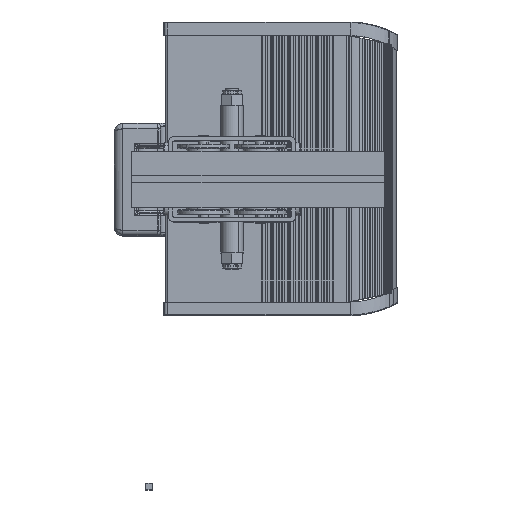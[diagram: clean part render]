
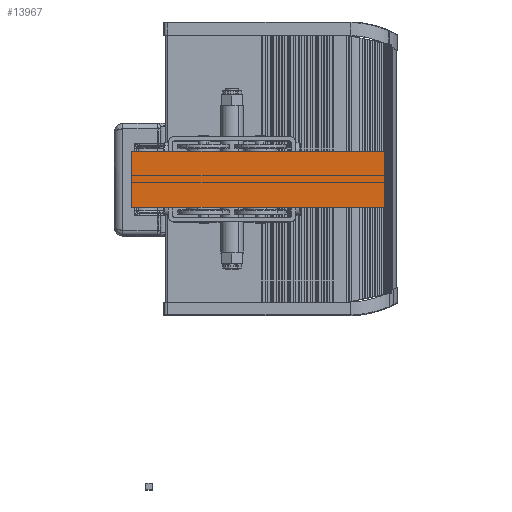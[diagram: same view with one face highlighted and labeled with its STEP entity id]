
A CAD part, top view. The second image highlights one B-rep face of the part: STEP entity #13967.
In plain terms, the highlighted planar face has unit normal (0, 0, 1).
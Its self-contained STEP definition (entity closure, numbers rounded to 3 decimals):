
#8173=EDGE_CURVE('',#20975,#20976,#20977,.T.);
#13967=ADVANCED_FACE('',(#29384),#29385,.T.);
#20975=VERTEX_POINT('',#39408);
#20976=VERTEX_POINT('',#39409);
#20977=LINE('',#39410,#39411);
#29384=FACE_OUTER_BOUND('',#58732,.T.);
#29385=PLANE('',#58733);
#39408=CARTESIAN_POINT('',(-224.5,-50.0,133.33));
#39409=CARTESIAN_POINT('',(-224.5,50.,133.33));
#39410=CARTESIAN_POINT('',(-224.5,-50.0,133.33));
#39411=VECTOR('',#75062,1.0);
#58732=EDGE_LOOP('',(#89860,#89861,#89862,#89863));
#58733=AXIS2_PLACEMENT_3D('',#89864,#89865,#89866);
#75062=DIRECTION('',(0.0,1.0,0.0));
#89860=ORIENTED_EDGE('',*,*,#107228,.T.);
#89861=ORIENTED_EDGE('',*,*,#106315,.F.);
#89862=ORIENTED_EDGE('',*,*,#8173,.F.);
#89863=ORIENTED_EDGE('',*,*,#110988,.T.);
#89864=CARTESIAN_POINT('',(-224.5,0.,133.33));
#89865=DIRECTION('',(0.0,0.0,1.0));
#89866=DIRECTION('',(0.0,-1.0,-0.0));
#106315=EDGE_CURVE('',#20976,#113183,#113187,.T.);
#107228=EDGE_CURVE('',#114615,#113183,#114616,.T.);
#110988=EDGE_CURVE('',#20975,#114615,#119732,.T.);
#113183=VERTEX_POINT('',#121792);
#113187=LINE('',#121798,#121799);
#114615=VERTEX_POINT('',#123945);
#114616=LINE('',#123946,#123947);
#119732=LINE('',#132471,#132472);
#121792=CARTESIAN_POINT('',(224.5,50.,133.33));
#121798=CARTESIAN_POINT('',(-224.5,50.,133.33));
#121799=VECTOR('',#135497,1.0);
#123945=CARTESIAN_POINT('',(224.5,-50.0,133.33));
#123946=CARTESIAN_POINT('',(224.5,-50.0,133.33));
#123947=VECTOR('',#136644,1.0);
#132471=CARTESIAN_POINT('',(-224.5,-50.0,133.33));
#132472=VECTOR('',#140813,1.0);
#135497=DIRECTION('',(1.0,0.0,0.0));
#136644=DIRECTION('',(0.0,1.0,0.0));
#140813=DIRECTION('',(1.0,0.0,0.0));
